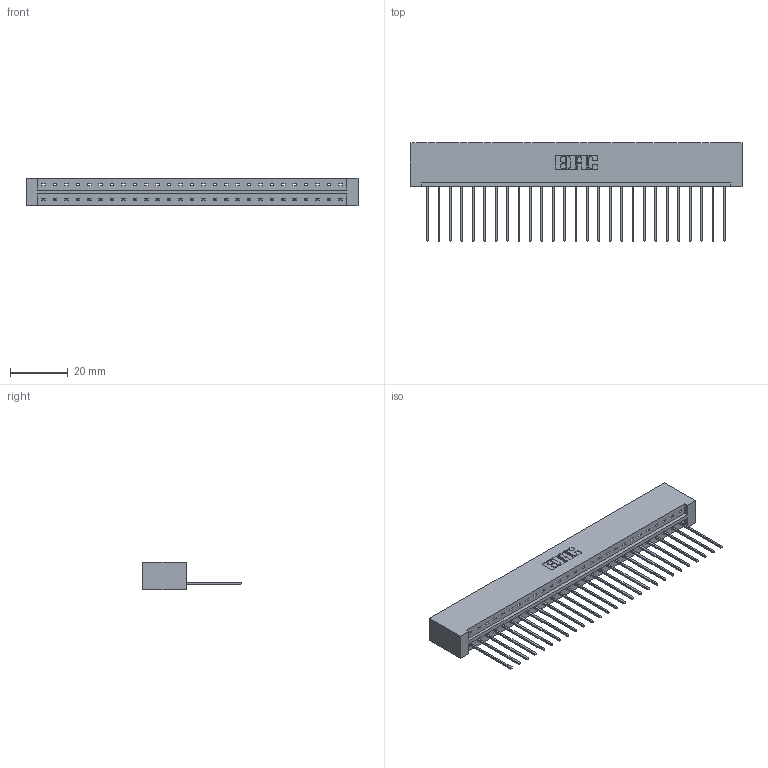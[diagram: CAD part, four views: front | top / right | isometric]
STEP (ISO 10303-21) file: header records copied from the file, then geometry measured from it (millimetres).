
FILE_DESCRIPTION (( 'STEP AP203' ), '1' );
FILE_NAME ('333-027-541-101.STEP', '2018-08-02T14:01:34', ( '' ), ( '' ), 'SwSTEP 2.0', 'SolidWorks 2016', '' );
FILE_SCHEMA (( 'CONFIG_CONTROL_DESIGN' ));
Length unit declared in the file: inch
Products named in the file (3): 333 Part_Lugless; 345-292-001_345-293-141; 333-027-541-101
Assembly tree (28 placements, depth 2):
  333-027-541-101
    333 Part_Lugless
    345-292-001_345-293-141  x27
Bounding box: 115.24 x 34.3 x 9.4 mm (x, y, z)
Volume: 12169.2 mm3; surface area: 13572.3 mm2
Topology: 28 solids, 28 shells, 1672 faces, 5039 edges, 3322 vertices
Faces by surface type: plane 1200, cylinder 472
Entity records: 18187 total; most frequent: CARTESIAN_POINT 3147, ORIENTED_EDGE 3110, DIRECTION 2677, EDGE_CURVE 1555, LINE 1435, VECTOR 1435, VERTEX_POINT 1034, AXIS2_PLACEMENT_3D 621
